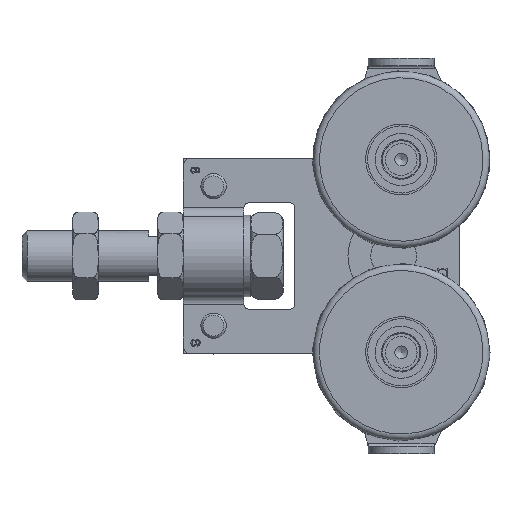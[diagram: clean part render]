
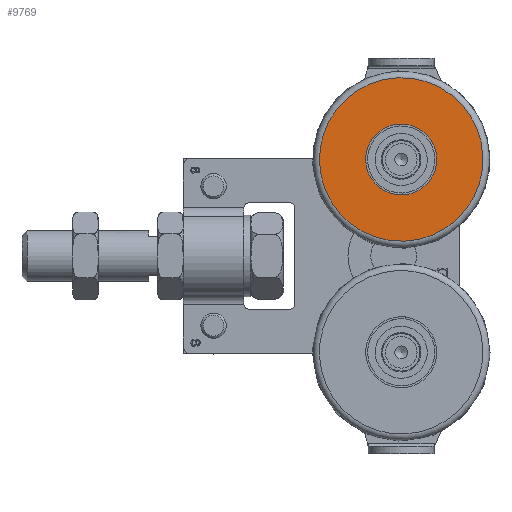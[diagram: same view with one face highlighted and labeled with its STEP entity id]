
A CAD part, top view. The second image highlights one B-rep face of the part: STEP entity #9769.
In plain terms, the highlighted face is planar.
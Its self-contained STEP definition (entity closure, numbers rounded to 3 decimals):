
#827=FACE_BOUND('',#2227,.T.);
#1046=CIRCLE('',#10781,14.);
#1047=CIRCLE('',#10783,32.226);
#1611=FACE_OUTER_BOUND('',#2226,.T.);
#2226=EDGE_LOOP('',(#8273));
#2227=EDGE_LOOP('',(#8274));
#4594=VERTEX_POINT('',#16723);
#4595=VERTEX_POINT('',#16727);
#5884=EDGE_CURVE('',#4594,#4594,#1046,.T.);
#5885=EDGE_CURVE('',#4595,#4595,#1047,.T.);
#8273=ORIENTED_EDGE('',*,*,#5885,.F.);
#8274=ORIENTED_EDGE('',*,*,#5884,.T.);
#9320=PLANE('',#10782);
#9769=ADVANCED_FACE('',(#1611,#827),#9320,.T.);
#10781=AXIS2_PLACEMENT_3D('',#16725,#12807,#12808);
#10782=AXIS2_PLACEMENT_3D('',#16726,#12809,#12810);
#10783=AXIS2_PLACEMENT_3D('',#16728,#12811,#12812);
#12807=DIRECTION('center_axis',(1.,0.,0.));
#12808=DIRECTION('ref_axis',(0.,1.,0.));
#12809=DIRECTION('center_axis',(-1.,0.,0.));
#12810=DIRECTION('ref_axis',(0.,0.,1.));
#12811=DIRECTION('center_axis',(1.,0.,0.));
#12812=DIRECTION('ref_axis',(0.,1.,0.));
#16723=CARTESIAN_POINT('',(71.488,152.255,0.));
#16725=CARTESIAN_POINT('Origin',(71.488,166.255,0.));
#16726=CARTESIAN_POINT('Origin',(71.488,189.368,0.));
#16727=CARTESIAN_POINT('',(71.488,166.255,32.226));
#16728=CARTESIAN_POINT('Origin',(71.488,166.255,0.));
